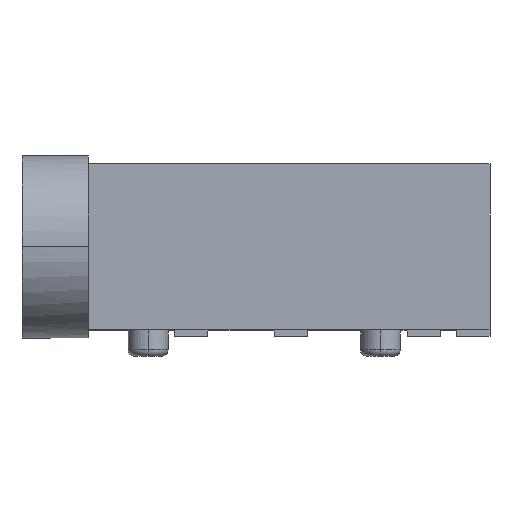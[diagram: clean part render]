
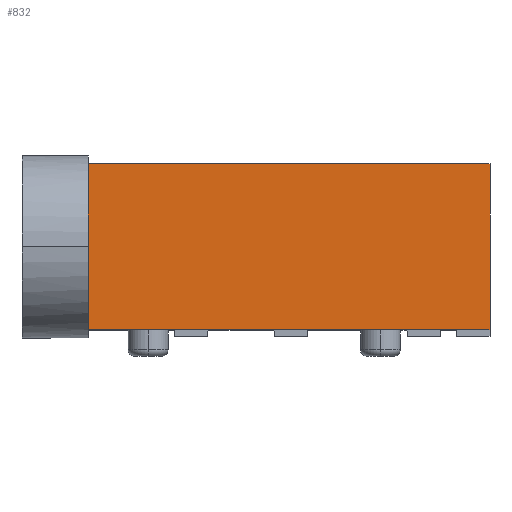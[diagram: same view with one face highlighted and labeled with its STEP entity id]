
A CAD part, top view. The second image highlights one B-rep face of the part: STEP entity #832.
In plain terms, the highlighted planar face has unit normal (0, 0, 1).
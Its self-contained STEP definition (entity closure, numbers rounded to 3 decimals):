
#69 = CARTESIAN_POINT ( 'NONE',  ( -6.05, 2.5, 3. ) ) ;
#140 = VECTOR ( 'NONE', #1270, 1000. ) ;
#166 = CARTESIAN_POINT ( 'NONE',  ( 6.05, 2.5, 3. ) ) ;
#223 = CARTESIAN_POINT ( 'NONE',  ( 6.05, 2.5, 3. ) ) ;
#258 = DIRECTION ( 'NONE',  ( 1., 0., 0. ) ) ;
#290 = ORIENTED_EDGE ( 'NONE', *, *, #509, .F. ) ;
#311 = VERTEX_POINT ( 'NONE', #69 ) ;
#369 = DIRECTION ( 'NONE',  ( 1., 0., 0. ) ) ;
#395 = EDGE_CURVE ( 'NONE', #1210, #1021, #1591, .T. ) ;
#415 = ORIENTED_EDGE ( 'NONE', *, *, #1608, .F. ) ;
#509 = EDGE_CURVE ( 'NONE', #573, #1021, #1658, .T. ) ;
#522 = VECTOR ( 'NONE', #2027, 1000. ) ;
#573 = VERTEX_POINT ( 'NONE', #1361 ) ;
#621 = EDGE_CURVE ( 'NONE', #835, #1210, #1956, .T. ) ;
#700 = VECTOR ( 'NONE', #1303, 1000. ) ;
#734 = ORIENTED_EDGE ( 'NONE', *, *, #395, .T. ) ;
#736 = CARTESIAN_POINT ( 'NONE',  ( 6.05, -2.5, 3. ) ) ;
#755 = VECTOR ( 'NONE', #369, 1000. ) ;
#817 = EDGE_LOOP ( 'NONE', ( #872, #734, #290, #415, #1959 ) ) ;
#819 = DIRECTION ( 'NONE',  ( 0., 0., -1. ) ) ;
#832 = ADVANCED_FACE ( 'NONE', ( #1755 ), #1395, .F. ) ;
#835 = VERTEX_POINT ( 'NONE', #1619 ) ;
#872 = ORIENTED_EDGE ( 'NONE', *, *, #621, .T. ) ;
#881 = EDGE_CURVE ( 'NONE', #311, #835, #1142, .T. ) ;
#967 = DIRECTION ( 'NONE',  ( -1., 0., 0. ) ) ;
#1021 = VERTEX_POINT ( 'NONE', #1082 ) ;
#1082 = CARTESIAN_POINT ( 'NONE',  ( 6.05, -2.5, 3. ) ) ;
#1142 = LINE ( 'NONE', #1805, #140 ) ;
#1174 = VECTOR ( 'NONE', #258, 1000. ) ;
#1210 = VERTEX_POINT ( 'NONE', #1371 ) ;
#1270 = DIRECTION ( 'NONE',  ( 0., -1., 0. ) ) ;
#1303 = DIRECTION ( 'NONE',  ( 1., 0., 0. ) ) ;
#1361 = CARTESIAN_POINT ( 'NONE',  ( 6.05, 2.5, 3. ) ) ;
#1371 = CARTESIAN_POINT ( 'NONE',  ( 5.05, -2.5, 3. ) ) ;
#1388 = LINE ( 'NONE', #223, #755 ) ;
#1395 = PLANE ( 'NONE',  #1900 ) ;
#1591 = LINE ( 'NONE', #736, #1174 ) ;
#1608 = EDGE_CURVE ( 'NONE', #311, #573, #1388, .T. ) ;
#1619 = CARTESIAN_POINT ( 'NONE',  ( -6.05, -2.5, 3. ) ) ;
#1658 = LINE ( 'NONE', #166, #522 ) ;
#1659 = CARTESIAN_POINT ( 'NONE',  ( 6.05, 2.5, 3. ) ) ;
#1755 = FACE_OUTER_BOUND ( 'NONE', #817, .T. ) ;
#1785 = CARTESIAN_POINT ( 'NONE',  ( 6.05, -2.5, 3. ) ) ;
#1805 = CARTESIAN_POINT ( 'NONE',  ( -6.05, 2.5, 3. ) ) ;
#1900 = AXIS2_PLACEMENT_3D ( 'NONE', #1659, #819, #967 ) ;
#1956 = LINE ( 'NONE', #1785, #700 ) ;
#1959 = ORIENTED_EDGE ( 'NONE', *, *, #881, .T. ) ;
#2027 = DIRECTION ( 'NONE',  ( 0., -1., 0. ) ) ;
